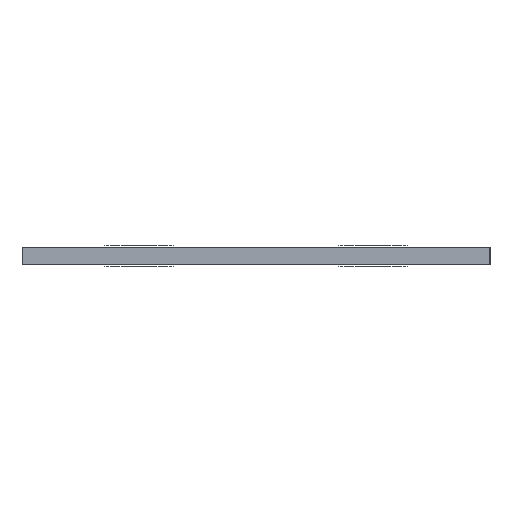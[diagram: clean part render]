
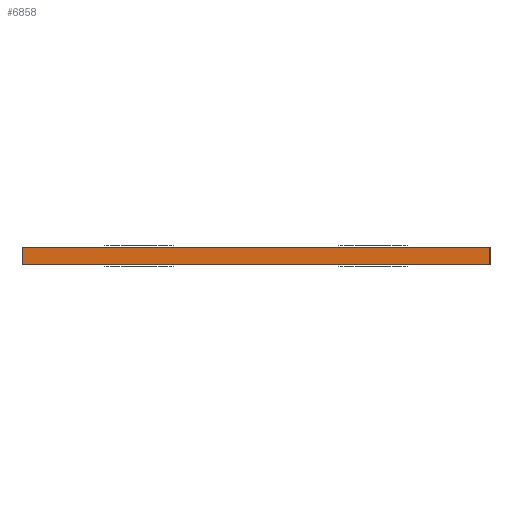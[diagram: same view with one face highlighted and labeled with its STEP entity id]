
A CAD part, left-side view. The second image highlights one B-rep face of the part: STEP entity #6858.
In plain terms, the highlighted planar face has unit normal (-1, 0, 0).
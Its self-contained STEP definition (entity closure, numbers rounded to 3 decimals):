
#472=FACE_OUTER_BOUND('',#778,.T.);
#778=EDGE_LOOP('',(#5793,#5794,#5795,#5796));
#1829=LINE('',#12296,#2441);
#1833=LINE('',#12305,#2445);
#1837=LINE('',#12312,#2449);
#1839=LINE('',#12315,#2451);
#2441=VECTOR('',#9720,1.);
#2445=VECTOR('',#9726,1.);
#2449=VECTOR('',#9732,1.);
#2451=VECTOR('',#9736,1.);
#3353=VERTEX_POINT('',#12294);
#3354=VERTEX_POINT('',#12295);
#3357=VERTEX_POINT('',#12303);
#3358=VERTEX_POINT('',#12304);
#4561=EDGE_CURVE('',#3353,#3354,#1829,.T.);
#4565=EDGE_CURVE('',#3357,#3358,#1833,.T.);
#4569=EDGE_CURVE('',#3354,#3357,#1837,.T.);
#4571=EDGE_CURVE('',#3358,#3353,#1839,.T.);
#5793=ORIENTED_EDGE('',*,*,#4571,.F.);
#5794=ORIENTED_EDGE('',*,*,#4565,.F.);
#5795=ORIENTED_EDGE('',*,*,#4569,.F.);
#5796=ORIENTED_EDGE('',*,*,#4561,.F.);
#6552=PLANE('',#8065);
#6858=ADVANCED_FACE('',(#472),#6552,.F.);
#8065=AXIS2_PLACEMENT_3D('',#12318,#9740,#9741);
#9720=DIRECTION('',(0.,0.,1.));
#9726=DIRECTION('',(0.,0.,-1.));
#9732=DIRECTION('',(0.,-1.,0.));
#9736=DIRECTION('',(0.,1.,0.));
#9740=DIRECTION('center_axis',(1.,0.,0.));
#9741=DIRECTION('ref_axis',(0.,0.,-1.));
#12294=CARTESIAN_POINT('',(56.641,79.859,0.004));
#12295=CARTESIAN_POINT('',(56.641,79.859,1.754));
#12296=CARTESIAN_POINT('',(56.641,79.859,0.004));
#12303=CARTESIAN_POINT('',(56.641,31.859,1.754));
#12304=CARTESIAN_POINT('',(56.641,31.859,0.004));
#12305=CARTESIAN_POINT('',(56.641,31.859,1.754));
#12312=CARTESIAN_POINT('',(56.641,79.859,1.754));
#12315=CARTESIAN_POINT('',(56.641,31.859,0.004));
#12318=CARTESIAN_POINT('Origin',(56.641,43.859,0.879));
